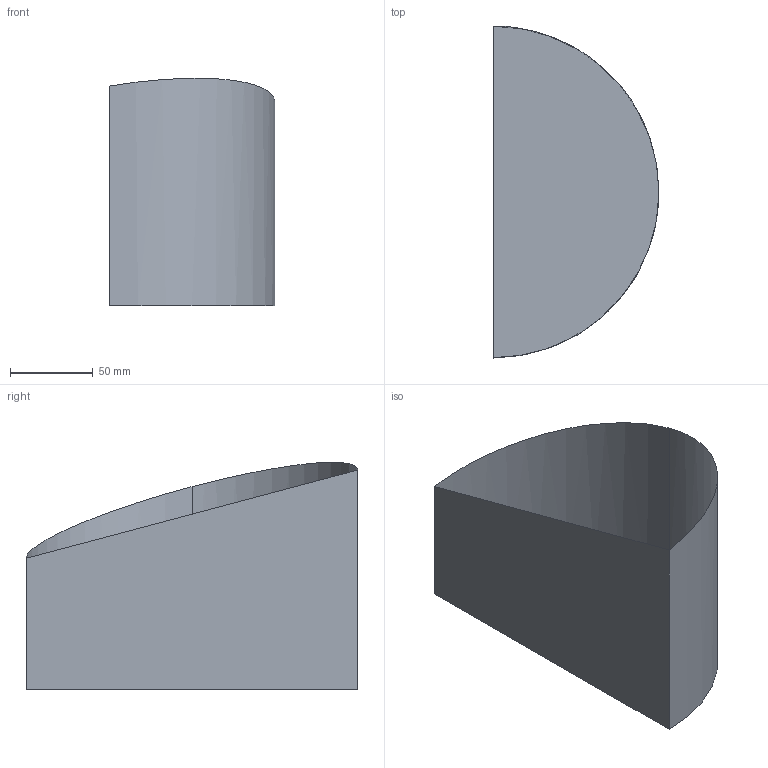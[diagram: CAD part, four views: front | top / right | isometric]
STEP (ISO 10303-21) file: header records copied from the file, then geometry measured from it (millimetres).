
FILE_DESCRIPTION(/* description */ (''),/* implementation_level */ '2;1');
FILE_NAME(/* name */ 'sliced_cylinder',/* time_stamp */ '2025-07-14T00:13:25-07:00',/* author */ (''),/* organization */ (''),/* preprocessor_version */ 'ST-DEVELOPER v19.2',/* originating_system */ 'Rhino 8.19',/* authorisation */ '');
FILE_SCHEMA (('CONFIG_CONTROL_DESIGN'));
Length unit declared in the file: centimetre
Products named in the file (1): Document
Bounding box: 100 x 200 x 137.16 mm (x, y, z)
Surface area: 73445.4 mm2 (no closed solid volume)
Topology: 0 solids, 4 shells, 4 faces, 15 edges, 15 vertices
Faces by surface type: cylinder 2, plane 2
Entity records: 265 total; most frequent: CARTESIAN_POINT 71, DIRECTION 16, ORIENTED_EDGE 15, EDGE_CURVE 15, VERTEX_POINT 15, AXIS2_PLACEMENT_3D 10, B_SPLINE_CURVE_WITH_KNOTS 7, ORGANIZATION 7
